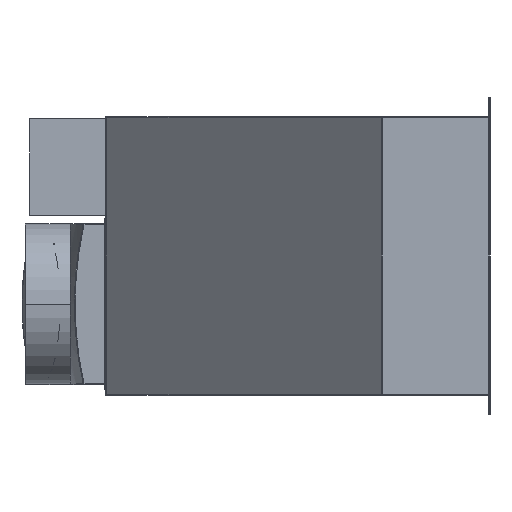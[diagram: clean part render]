
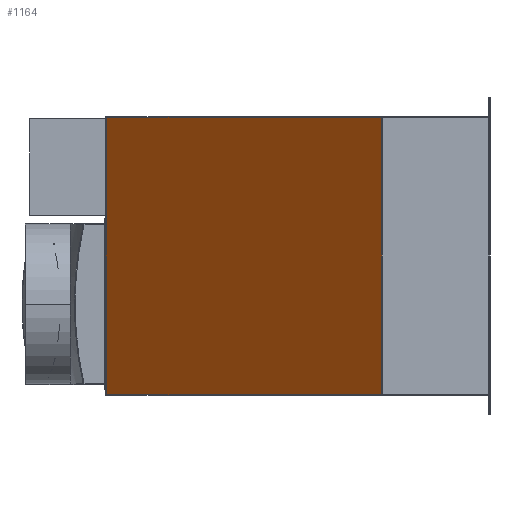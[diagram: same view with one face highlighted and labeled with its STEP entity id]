
A CAD part, left-side view. The second image highlights one B-rep face of the part: STEP entity #1164.
In plain terms, the highlighted planar face has unit normal (-0.7, 0.714, 0).
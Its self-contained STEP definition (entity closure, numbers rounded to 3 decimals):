
#260=DIRECTION('',(-0.714,-0.7,0.));
#261=VECTOR('',#260,367.713);
#262=CARTESIAN_POINT('',(-150.,358.5,130.));
#263=LINE('',#262,#261);
#280=DIRECTION('',(0.,0.,-1.));
#281=VECTOR('',#280,260.);
#282=CARTESIAN_POINT('',(-412.5,101.,130.));
#283=LINE('',#282,#281);
#284=DIRECTION('',(-0.714,-0.7,0.));
#285=VECTOR('',#284,367.713);
#286=CARTESIAN_POINT('',(-150.,358.5,-130.));
#287=LINE('',#286,#285);
#288=DIRECTION('',(0.,0.,-1.));
#289=VECTOR('',#288,260.);
#290=CARTESIAN_POINT('',(-150.,358.5,130.));
#291=LINE('',#290,#289);
#582=CARTESIAN_POINT('',(-150.,358.5,130.));
#583=VERTEX_POINT('',#582);
#584=CARTESIAN_POINT('',(-412.5,101.,130.));
#585=VERTEX_POINT('',#584);
#590=CARTESIAN_POINT('',(-150.,358.5,-130.));
#591=VERTEX_POINT('',#590);
#592=CARTESIAN_POINT('',(-412.5,101.,-130.));
#593=VERTEX_POINT('',#592);
#1153=CARTESIAN_POINT('',(-150.,358.5,130.));
#1154=DIRECTION('',(-0.7,0.714,0.));
#1155=DIRECTION('',(-0.714,-0.7,0.));
#1156=AXIS2_PLACEMENT_3D('',#1153,#1154,#1155);
#1157=PLANE('',#1156);
#1158=ORIENTED_EDGE('',*,*,#934,.F.);
#1159=ORIENTED_EDGE('',*,*,#882,.F.);
#1160=ORIENTED_EDGE('',*,*,#1130,.T.);
#1161=ORIENTED_EDGE('',*,*,#1147,.T.);
#1162=EDGE_LOOP('',(#1158,#1159,#1160,#1161));
#1163=FACE_OUTER_BOUND('',#1162,.F.);
#1164=ADVANCED_FACE('',(#1163),#1157,.T.);
#882=EDGE_CURVE('',#583,#591,#291,.T.);
#934=EDGE_CURVE('',#591,#593,#287,.T.);
#1130=EDGE_CURVE('',#583,#585,#263,.T.);
#1147=EDGE_CURVE('',#585,#593,#283,.T.);
